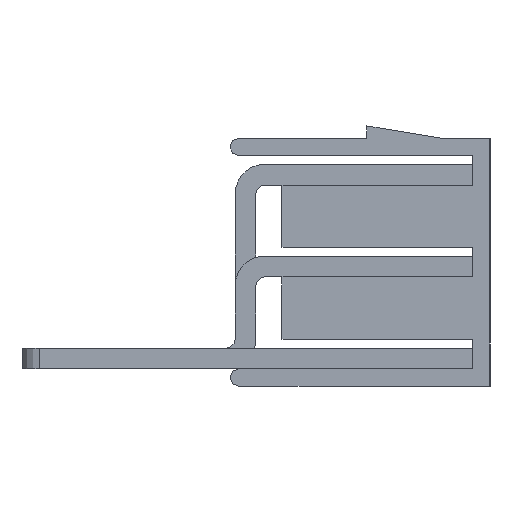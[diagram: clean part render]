
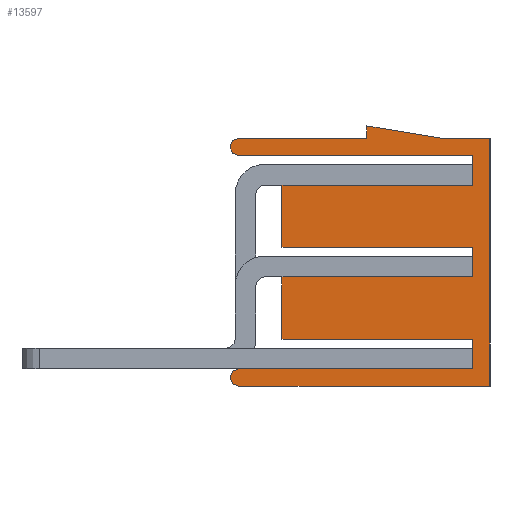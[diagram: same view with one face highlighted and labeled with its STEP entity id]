
A CAD part, left-side view. The second image highlights one B-rep face of the part: STEP entity #13597.
In plain terms, the highlighted planar face has unit normal (-1, 0, 0).
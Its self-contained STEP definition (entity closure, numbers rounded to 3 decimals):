
#14=CARTESIAN_POINT('',(-500.,7.4,5.8));
#15=DIRECTION('',(1.,0.,0.));
#16=DIRECTION('',(0.,0.,-1.));
#17=AXIS2_PLACEMENT_3D('',#14,#15,#16);
#19=DIRECTION('',(0.,-0.986,-0.164));
#20=VECTOR('',#19,4.362);
#21=CARTESIAN_POINT('',(-500.,0.,7.017));
#22=LINE('',#21,#20);
#23=CARTESIAN_POINT('',(-500.,7.4,-7.5));
#24=DIRECTION('',(1.,0.,0.));
#25=DIRECTION('',(0.,0.,-1.));
#26=AXIS2_PLACEMENT_3D('',#23,#24,#25);
#32=DIRECTION('',(0.,0.,-1.));
#33=VECTOR('',#32,3.6);
#34=CARTESIAN_POINT('',(-500.,4.9,-1.7));
#35=LINE('',#34,#33);
#168=DIRECTION('',(0.,1.,0.));
#169=VECTOR('',#168,11.);
#170=CARTESIAN_POINT('',(-500.,-6.1,-1.7));
#171=LINE('',#170,#169);
#650=DIRECTION('',(0.,0.,-1.));
#651=VECTOR('',#650,1.7);
#652=CARTESIAN_POINT('',(-500.,-6.1,0.));
#653=LINE('',#652,#651);
#680=DIRECTION('',(0.,-1.,0.));
#681=VECTOR('',#680,11.);
#682=CARTESIAN_POINT('',(-500.,4.9,-5.3));
#683=LINE('',#682,#681);
#712=DIRECTION('',(0.,0.,-1.));
#713=VECTOR('',#712,1.7);
#714=CARTESIAN_POINT('',(-500.,-6.1,-5.3));
#715=LINE('',#714,#713);
#724=DIRECTION('',(0.,1.,0.));
#725=VECTOR('',#724,13.5);
#726=CARTESIAN_POINT('',(-500.,-6.1,-7.));
#727=LINE('',#726,#725);
#2852=DIRECTION('',(0.,-1.,0.));
#2853=VECTOR('',#2852,7.6);
#2854=CARTESIAN_POINT('',(-500.,7.4,-8.));
#2855=LINE('',#2854,#2853);
#2864=DIRECTION('',(0.,-1.,0.));
#2865=VECTOR('',#2864,6.9);
#2866=CARTESIAN_POINT('',(-500.,-0.2,-8.));
#2867=LINE('',#2866,#2865);
#2884=DIRECTION('',(0.,0.,1.));
#2885=VECTOR('',#2884,14.3);
#2886=CARTESIAN_POINT('',(-500.,-7.1,-8.));
#2887=LINE('',#2886,#2885);
#2888=DIRECTION('',(0.,1.,0.));
#2889=VECTOR('',#2888,2.797);
#2890=CARTESIAN_POINT('',(-500.,-7.1,6.3));
#2891=LINE('',#2890,#2889);
#2904=DIRECTION('',(0.,0.,-1.));
#2905=VECTOR('',#2904,0.717);
#2906=CARTESIAN_POINT('',(-500.,0.,7.017));
#2907=LINE('',#2906,#2905);
#2916=DIRECTION('',(0.,1.,0.));
#2917=VECTOR('',#2916,7.4);
#2918=CARTESIAN_POINT('',(-500.,0.,6.3));
#2919=LINE('',#2918,#2917);
#2932=DIRECTION('',(0.,-1.,0.));
#2933=VECTOR('',#2932,13.5);
#2934=CARTESIAN_POINT('',(-500.,7.4,5.3));
#2935=LINE('',#2934,#2933);
#2956=DIRECTION('',(0.,0.,-1.));
#2957=VECTOR('',#2956,1.7);
#2958=CARTESIAN_POINT('',(-500.,-6.1,5.3));
#2959=LINE('',#2958,#2957);
#3314=DIRECTION('',(0.,1.,0.));
#3315=VECTOR('',#3314,11.);
#3316=CARTESIAN_POINT('',(-500.,-6.1,3.6));
#3317=LINE('',#3316,#3315);
#3700=DIRECTION('',(0.,0.,-1.));
#3701=VECTOR('',#3700,3.6);
#3702=CARTESIAN_POINT('',(-500.,4.9,3.6));
#3703=LINE('',#3702,#3701);
#6984=DIRECTION('',(0.,-1.,0.));
#6985=VECTOR('',#6984,11.);
#6986=CARTESIAN_POINT('',(-500.,4.9,0.));
#6987=LINE('',#6986,#6985);
#10398=CARTESIAN_POINT('',(-500.,4.9,-1.7));
#10399=CARTESIAN_POINT('',(-500.,4.9,-5.3));
#10400=VERTEX_POINT('',#10398);
#10401=VERTEX_POINT('',#10399);
#10402=CARTESIAN_POINT('',(-500.,-6.1,-1.7));
#10403=VERTEX_POINT('',#10402);
#10404=CARTESIAN_POINT('',(-500.,-6.1,0.));
#10405=VERTEX_POINT('',#10404);
#10406=CARTESIAN_POINT('',(-500.,4.9,0.));
#10407=VERTEX_POINT('',#10406);
#10408=CARTESIAN_POINT('',(-500.,4.9,3.6));
#10409=VERTEX_POINT('',#10408);
#10410=CARTESIAN_POINT('',(-500.,-6.1,3.6));
#10411=VERTEX_POINT('',#10410);
#10412=CARTESIAN_POINT('',(-500.,-6.1,5.3));
#10413=VERTEX_POINT('',#10412);
#10414=CARTESIAN_POINT('',(-500.,7.4,5.3));
#10415=VERTEX_POINT('',#10414);
#10416=CARTESIAN_POINT('',(-500.,7.4,6.3));
#10417=VERTEX_POINT('',#10416);
#10418=CARTESIAN_POINT('',(-500.,0.,6.3));
#10419=VERTEX_POINT('',#10418);
#10420=CARTESIAN_POINT('',(-500.,0.,7.017));
#10421=VERTEX_POINT('',#10420);
#10422=CARTESIAN_POINT('',(-500.,-4.303,6.3));
#10423=VERTEX_POINT('',#10422);
#10424=CARTESIAN_POINT('',(-500.,-7.1,6.3));
#10425=VERTEX_POINT('',#10424);
#10426=CARTESIAN_POINT('',(-500.,-7.1,-8.));
#10427=VERTEX_POINT('',#10426);
#10428=CARTESIAN_POINT('',(-500.,-0.2,-8.));
#10429=VERTEX_POINT('',#10428);
#10430=CARTESIAN_POINT('',(-500.,7.4,-8.));
#10431=VERTEX_POINT('',#10430);
#10432=CARTESIAN_POINT('',(-500.,7.4,-7.));
#10433=VERTEX_POINT('',#10432);
#10434=CARTESIAN_POINT('',(-500.,-6.1,-7.));
#10435=VERTEX_POINT('',#10434);
#10436=CARTESIAN_POINT('',(-500.,-6.1,-5.3));
#10437=VERTEX_POINT('',#10436);
#13550=CARTESIAN_POINT('',(-500.,0.403,-0.491));
#13551=DIRECTION('',(1.,0.,0.));
#13552=DIRECTION('',(0.,0.,-1.));
#13553=AXIS2_PLACEMENT_3D('',#13550,#13551,#13552);
#13554=PLANE('',#13553);
#13556=ORIENTED_EDGE('',*,*,#13555,.F.);
#13558=ORIENTED_EDGE('',*,*,#13557,.F.);
#13560=ORIENTED_EDGE('',*,*,#13559,.F.);
#13562=ORIENTED_EDGE('',*,*,#13561,.F.);
#13564=ORIENTED_EDGE('',*,*,#13563,.F.);
#13566=ORIENTED_EDGE('',*,*,#13565,.F.);
#13568=ORIENTED_EDGE('',*,*,#13567,.F.);
#13570=ORIENTED_EDGE('',*,*,#13569,.F.);
#13572=ORIENTED_EDGE('',*,*,#13571,.T.);
#13574=ORIENTED_EDGE('',*,*,#13573,.F.);
#13576=ORIENTED_EDGE('',*,*,#13575,.F.);
#13578=ORIENTED_EDGE('',*,*,#13577,.T.);
#13580=ORIENTED_EDGE('',*,*,#13579,.F.);
#13582=ORIENTED_EDGE('',*,*,#13581,.F.);
#13584=ORIENTED_EDGE('',*,*,#13583,.F.);
#13586=ORIENTED_EDGE('',*,*,#13585,.F.);
#13588=ORIENTED_EDGE('',*,*,#13587,.T.);
#13590=ORIENTED_EDGE('',*,*,#13589,.F.);
#13592=ORIENTED_EDGE('',*,*,#13591,.F.);
#13594=ORIENTED_EDGE('',*,*,#13593,.F.);
#13595=EDGE_LOOP('',(#13556,#13558,#13560,#13562,#13564,#13566,#13568,#13570,
#13572,#13574,#13576,#13578,#13580,#13582,#13584,#13586,#13588,#13590,#13592,
#13594));
#13596=FACE_OUTER_BOUND('',#13595,.F.);
#18=CIRCLE('',#17,0.5);
#27=CIRCLE('',#26,0.5);
#13555=EDGE_CURVE('',#10400,#10401,#35,.T.);
#13557=EDGE_CURVE('',#10403,#10400,#171,.T.);
#13559=EDGE_CURVE('',#10405,#10403,#653,.T.);
#13561=EDGE_CURVE('',#10407,#10405,#6987,.T.);
#13563=EDGE_CURVE('',#10409,#10407,#3703,.T.);
#13565=EDGE_CURVE('',#10411,#10409,#3317,.T.);
#13567=EDGE_CURVE('',#10413,#10411,#2959,.T.);
#13569=EDGE_CURVE('',#10415,#10413,#2935,.T.);
#13571=EDGE_CURVE('',#10415,#10417,#18,.T.);
#13573=EDGE_CURVE('',#10419,#10417,#2919,.T.);
#13575=EDGE_CURVE('',#10421,#10419,#2907,.T.);
#13577=EDGE_CURVE('',#10421,#10423,#22,.T.);
#13579=EDGE_CURVE('',#10425,#10423,#2891,.T.);
#13581=EDGE_CURVE('',#10427,#10425,#2887,.T.);
#13583=EDGE_CURVE('',#10429,#10427,#2867,.T.);
#13585=EDGE_CURVE('',#10431,#10429,#2855,.T.);
#13587=EDGE_CURVE('',#10431,#10433,#27,.T.);
#13589=EDGE_CURVE('',#10435,#10433,#727,.T.);
#13591=EDGE_CURVE('',#10437,#10435,#715,.T.);
#13593=EDGE_CURVE('',#10401,#10437,#683,.T.);
#13597=ADVANCED_FACE('',(#13596),#13554,.F.);
